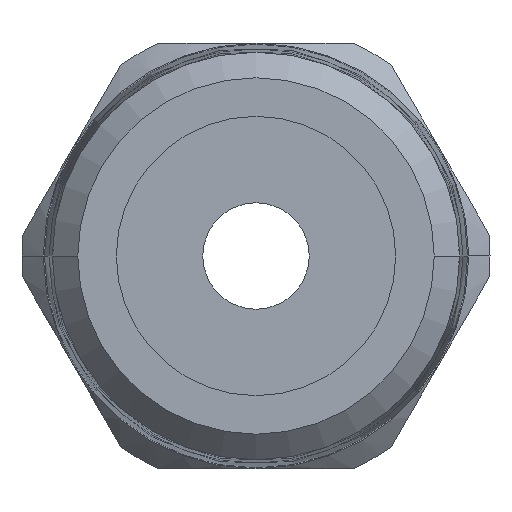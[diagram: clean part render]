
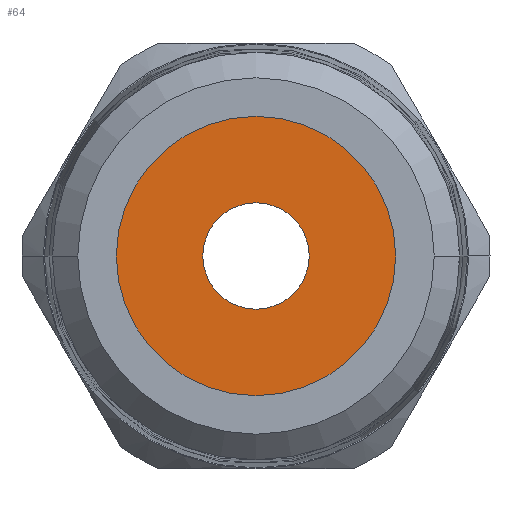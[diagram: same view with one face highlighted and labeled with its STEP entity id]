
A CAD part, front view. The second image highlights one B-rep face of the part: STEP entity #64.
In plain terms, the highlighted planar face has unit normal (0, -1, 0).
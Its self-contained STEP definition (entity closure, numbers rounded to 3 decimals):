
#64=ADVANCED_FACE('',(#138,#139),#140,.T.);
#138=FACE_BOUND('',#254,.T.);
#139=FACE_OUTER_BOUND('',#255,.T.);
#140=PLANE('',#256);
#254=EDGE_LOOP('',(#459,#460));
#255=EDGE_LOOP('',(#461,#462));
#256=AXIS2_PLACEMENT_3D('',#463,#464,#465);
#459=ORIENTED_EDGE('',*,*,#786,.T.);
#460=ORIENTED_EDGE('',*,*,#785,.T.);
#461=ORIENTED_EDGE('',*,*,#792,.F.);
#462=ORIENTED_EDGE('',*,*,#771,.F.);
#463=CARTESIAN_POINT('',(0.0,0.0,0.0));
#464=DIRECTION('',(0.0,-1.0,0.0));
#465=DIRECTION('',(-1.0,0.0,0.0));
#771=EDGE_CURVE('',#920,#923,#924,.T.);
#785=EDGE_CURVE('',#945,#949,#951,.T.);
#786=EDGE_CURVE('',#949,#945,#952,.T.);
#792=EDGE_CURVE('',#923,#920,#958,.T.);
#920=VERTEX_POINT('',#1174);
#923=VERTEX_POINT('',#1178);
#924=CIRCLE('',#1179,3.283);
#945=VERTEX_POINT('',#1205);
#949=VERTEX_POINT('',#1210);
#951=CIRCLE('',#1213,1.25);
#952=CIRCLE('',#1214,1.25);
#958=CIRCLE('',#1220,3.283);
#1174=CARTESIAN_POINT('',(3.283,0.0,0.));
#1178=CARTESIAN_POINT('',(-3.283,0.0,0.));
#1179=AXIS2_PLACEMENT_3D('',#1603,#1604,#1605);
#1205=CARTESIAN_POINT('',(1.25,0.0,0.));
#1210=CARTESIAN_POINT('',(-1.25,0.0,0.));
#1213=AXIS2_PLACEMENT_3D('',#1631,#1632,#1633);
#1214=AXIS2_PLACEMENT_3D('',#1634,#1635,#1636);
#1220=AXIS2_PLACEMENT_3D('',#1652,#1653,#1654);
#1603=CARTESIAN_POINT('',(0.0,0.0,0.0));
#1604=DIRECTION('',(-0.0,1.0,0.0));
#1605=DIRECTION('',(1.0,0.0,0.0));
#1631=CARTESIAN_POINT('',(0.0,0.0,0.0));
#1632=DIRECTION('',(-0.0,1.0,0.0));
#1633=DIRECTION('',(1.0,0.0,0.0));
#1634=CARTESIAN_POINT('',(0.0,0.0,0.0));
#1635=DIRECTION('',(-0.0,1.0,0.0));
#1636=DIRECTION('',(1.0,0.0,0.0));
#1652=CARTESIAN_POINT('',(0.0,0.0,0.0));
#1653=DIRECTION('',(-0.0,1.0,0.0));
#1654=DIRECTION('',(1.0,0.0,0.0));
